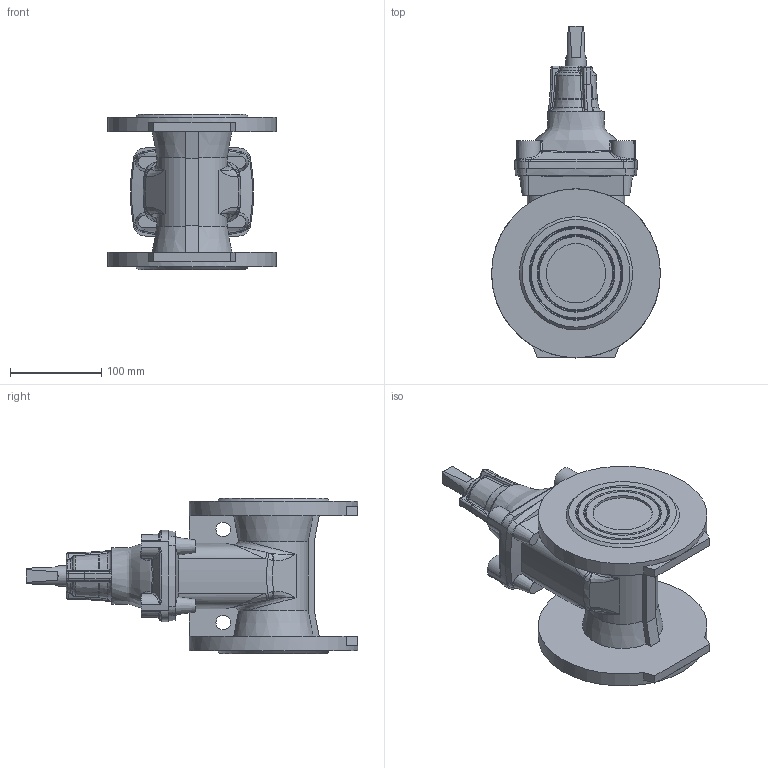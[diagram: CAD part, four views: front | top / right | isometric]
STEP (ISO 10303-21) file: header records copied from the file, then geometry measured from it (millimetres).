
FILE_DESCRIPTION (( 'STEP AP203' ), '1' );
FILE_NAME ('O_06_30_DN65_AA2_step.step', '2016-05-18T09:09:36', ( 'Windows User' ), ( 'AVK' ), 'SwSTEP 2.0', 'SolidWorks 2012', '' );
FILE_SCHEMA (( 'CONFIG_CONTROL_DESIGN' ));
Length unit declared in the file: millimetre
Products named in the file (1): O_06_30_DN65_AA2_step
Bounding box: 185 x 363.5 x 170 mm (x, y, z)
Volume: 2879036.7 mm3; surface area: 228656.8 mm2
Topology: 1 solids, 1 shells, 383 faces, 931 edges, 555 vertices
Faces by surface type: bspline 140, plane 77, cylinder 67, cone 47, torus 32, sphere 20
Full cylindrical faces by diameter (mm): 16 x2, 22 x1, 65 x2, 185 x2
Entity records: 19194 total; most frequent: CARTESIAN_POINT 11429, ORIENTED_EDGE 1798, DIRECTION 1360, EDGE_CURVE 899, AXIS2_PLACEMENT_3D 590, VERTEX_POINT 549, EDGE_LOOP 418, FACE_OUTER_BOUND 395
